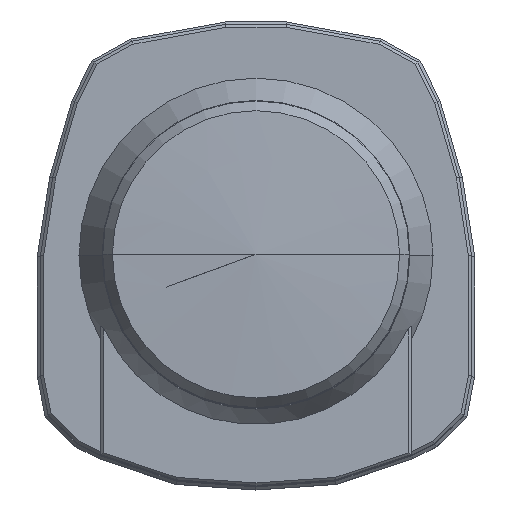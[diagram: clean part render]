
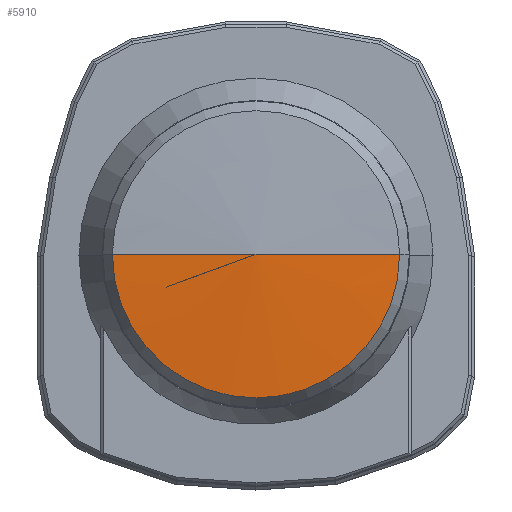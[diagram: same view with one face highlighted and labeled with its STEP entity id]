
A CAD part, top view. The second image highlights one B-rep face of the part: STEP entity #5910.
In plain terms, the highlighted conical face has half-angle 87.09 degrees and reference radius 46.658 mm.
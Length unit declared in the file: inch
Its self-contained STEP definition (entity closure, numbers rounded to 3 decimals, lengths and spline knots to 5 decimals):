
#52 = LINE ( 'NONE', #1609, #6664 ) ;
#505 = DIRECTION ( 'NONE',  ( -1., 0., 0. ) ) ;
#1044 = ORIENTED_EDGE ( 'NONE', *, *, #2920, .T. ) ;
#1189 = CARTESIAN_POINT ( 'NONE',  ( 0., 0., 12.7137 ) ) ;
#1209 = CARTESIAN_POINT ( 'NONE',  ( -1.83693, 0., 12.7137 ) ) ;
#1432 = EDGE_CURVE ( 'NONE', #2585, #5555, #7448, .T. ) ;
#1609 = CARTESIAN_POINT ( 'NONE',  ( -1.83693, 0., 12.7137 ) ) ;
#1863 = EDGE_CURVE ( 'NONE', #5555, #3657, #5593, .T. ) ;
#2585 = VERTEX_POINT ( 'NONE', #7433 ) ;
#2920 = EDGE_CURVE ( 'NONE', #2585, #3657, #52, .T. ) ;
#3354 = AXIS2_PLACEMENT_3D ( 'NONE', #6334, #4277, #4382 ) ;
#3548 = FACE_OUTER_BOUND ( 'NONE', #3855, .T. ) ;
#3657 = VERTEX_POINT ( 'NONE', #1209 ) ;
#3855 = EDGE_LOOP ( 'NONE', ( #5208, #1044, #5112 ) ) ;
#3955 = CARTESIAN_POINT ( 'NONE',  ( 1.83693, 0., 12.7137 ) ) ;
#4148 = CONICAL_SURFACE ( 'NONE', #3354, 1.83693, 1.52 ) ;
#4277 = DIRECTION ( 'NONE',  ( 0., 0., -1. ) ) ;
#4382 = DIRECTION ( 'NONE',  ( -1., 0., 0. ) ) ;
#4386 = DIRECTION ( 'NONE',  ( 0., 0., -1. ) ) ;
#5112 = ORIENTED_EDGE ( 'NONE', *, *, #1863, .F. ) ;
#5208 = ORIENTED_EDGE ( 'NONE', *, *, #1432, .F. ) ;
#5448 = DIRECTION ( 'NONE',  ( -0.999, 0., -0.051 ) ) ;
#5555 = VERTEX_POINT ( 'NONE', #3955 ) ;
#5593 = CIRCLE ( 'NONE', #7444, 1.83693 ) ;
#5910 = ADVANCED_FACE ( 'NONE', ( #3548 ), #4148, .T. ) ;
#6334 = CARTESIAN_POINT ( 'NONE',  ( 0., 0., 12.7137 ) ) ;
#6664 = VECTOR ( 'NONE', #5448, 39.37008 ) ;
#7030 = DIRECTION ( 'NONE',  ( 0.999, 0., -0.051 ) ) ;
#7358 = VECTOR ( 'NONE', #7030, 39.37008 ) ;
#7433 = CARTESIAN_POINT ( 'NONE',  ( 0., 0., 12.80709 ) ) ;
#7444 = AXIS2_PLACEMENT_3D ( 'NONE', #1189, #4386, #505 ) ;
#7448 = LINE ( 'NONE', #8277, #7358 ) ;
#8277 = CARTESIAN_POINT ( 'NONE',  ( 1.83693, 0., 12.7137 ) ) ;
